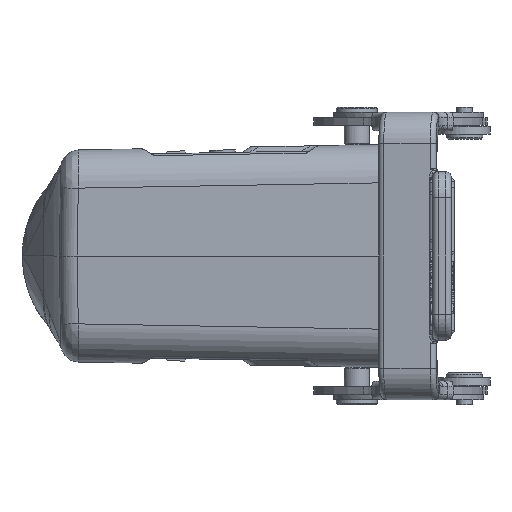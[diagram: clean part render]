
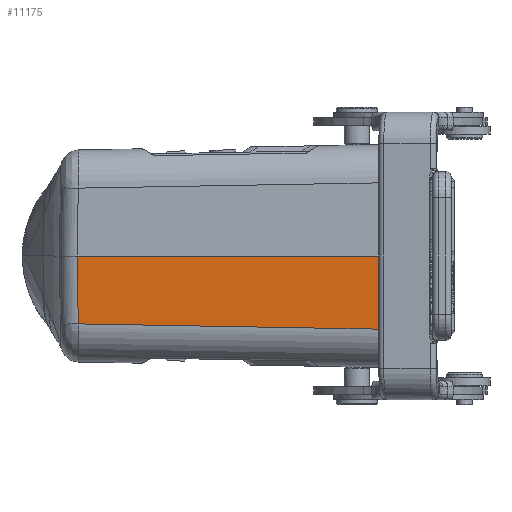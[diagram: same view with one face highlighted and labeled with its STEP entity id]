
A CAD part, left-side view. The second image highlights one B-rep face of the part: STEP entity #11175.
In plain terms, the highlighted planar face has unit normal (-1, 0.018, -0.017).
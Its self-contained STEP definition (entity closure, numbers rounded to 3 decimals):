
#11175=ADVANCED_FACE('',(#13296),#11974,.T.);
#11974=PLANE('',#35119);
#13296=FACE_OUTER_BOUND('',#15043,.T.);
#15043=EDGE_LOOP('',(#22215,#22216,#22217,#22218));
#22215=ORIENTED_EDGE('',*,*,#28344,.F.);
#22216=ORIENTED_EDGE('',*,*,#28402,.F.);
#22217=ORIENTED_EDGE('',*,*,#28406,.T.);
#22218=ORIENTED_EDGE('',*,*,#28408,.T.);
#22560=VERTEX_POINT('',#42233);
#24785=VERTEX_POINT('',#56355);
#24786=VERTEX_POINT('',#56376);
#24812=VERTEX_POINT('',#56762);
#28344=EDGE_CURVE('',#24785,#24786,#30572,.T.);
#28402=EDGE_CURVE('',#24812,#24785,#30603,.T.);
#28406=EDGE_CURVE('',#24812,#22560,#30604,.T.);
#28408=EDGE_CURVE('',#22560,#24786,#30606,.T.);
#30572=LINE('',#56375,#32822);
#30603=LINE('',#56761,#32853);
#30604=LINE('',#56786,#32854);
#30606=LINE('',#56789,#32856);
#32822=VECTOR('',#41668,1.);
#32853=VECTOR('',#41785,1.);
#32854=VECTOR('',#41794,1.);
#32856=VECTOR('',#41798,1.);
#35119=AXIS2_PLACEMENT_3D('',#56790,#41799,#41800);
#41668=DIRECTION('',(-0.017,0.017,1.));
#41785=DIRECTION('',(0.017,1.,0.017));
#41794=DIRECTION('',(-0.017,0.,1.));
#41798=DIRECTION('',(0.017,1.,0.));
#41799=DIRECTION('',(-1.,0.017,-0.017));
#41800=DIRECTION('',(0.017,0.,-1.));
#42233=CARTESIAN_POINT('',(-46.739,70.609,0.));
#56355=CARTESIAN_POINT('',(-45.487,129.233,-13.098));
#56375=CARTESIAN_POINT('',(-45.736,129.486,1.392));
#56376=CARTESIAN_POINT('',(-45.712,129.462,0.));
#56761=CARTESIAN_POINT('',(-46.498,70.284,-14.127));
#56762=CARTESIAN_POINT('',(-46.493,70.609,-14.121));
#56786=CARTESIAN_POINT('',(-46.781,70.609,2.412));
#56789=CARTESIAN_POINT('',(-46.739,70.609,0.));
#56790=CARTESIAN_POINT('',(-46.792,70.,2.412));
